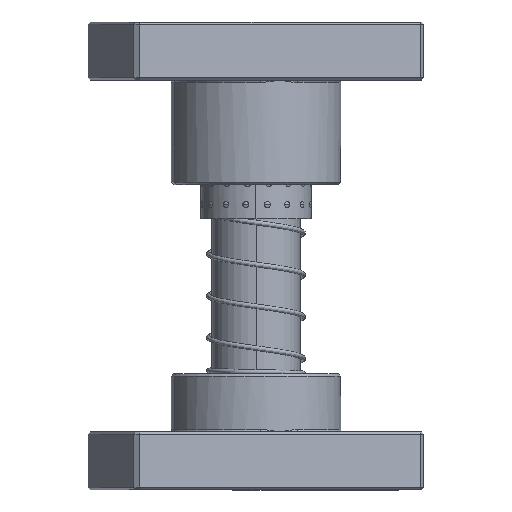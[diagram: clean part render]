
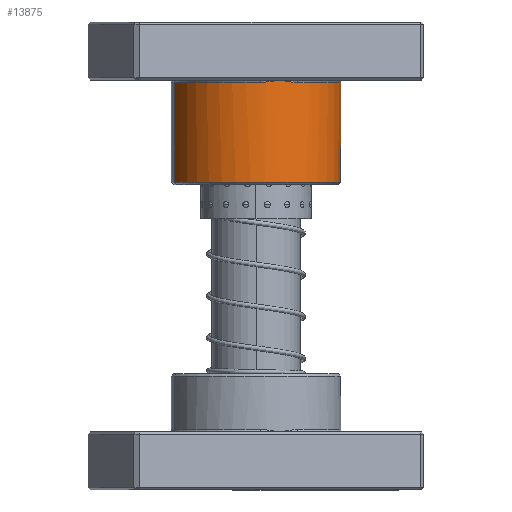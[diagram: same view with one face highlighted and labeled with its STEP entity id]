
A CAD part, left-side view. The second image highlights one B-rep face of the part: STEP entity #13875.
In plain terms, the highlighted cylindrical face has radius 36.5 mm (diameter 73 mm), a partial arc.
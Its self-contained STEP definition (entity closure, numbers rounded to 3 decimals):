
#678 = ORIENTED_EDGE ( 'NONE', *, *, #5736, .T. ) ;
#832 = EDGE_CURVE ( 'NONE', #20661, #36076, #9154, .T. ) ;
#1314 = DIRECTION ( 'NONE',  ( 0., 0., -1. ) ) ;
#1373 = DIRECTION ( 'NONE',  ( 0., 0., 1. ) ) ;
#1685 = CARTESIAN_POINT ( 'NONE',  ( 1.75, -36.46, 25.291 ) ) ;
#2125 = CARTESIAN_POINT ( 'NONE',  ( 0., 0., 70. ) ) ;
#4704 = VERTEX_POINT ( 'NONE', #24009 ) ;
#4815 = ORIENTED_EDGE ( 'NONE', *, *, #39211, .T. ) ;
#5183 = CARTESIAN_POINT ( 'NONE',  ( 3.495, -36.339, 25.565 ) ) ;
#5687 = VERTEX_POINT ( 'NONE', #23098 ) ;
#5736 = EDGE_CURVE ( 'NONE', #9370, #20661, #35888, .T. ) ;
#6380 = AXIS2_PLACEMENT_3D ( 'NONE', #8769, #9050, #9636 ) ;
#6641 = CARTESIAN_POINT ( 'NONE',  ( -8.373, -35.527, 26. ) ) ;
#8680 = CARTESIAN_POINT ( 'NONE',  ( 5.587, -36.077, 25.837 ) ) ;
#8769 = CARTESIAN_POINT ( 'NONE',  ( 0., 0., 26. ) ) ;
#9050 = DIRECTION ( 'NONE',  ( 0., 0., 1. ) ) ;
#9154 = CIRCLE ( 'NONE', #6380, 36.5 ) ;
#9323 = AXIS2_PLACEMENT_3D ( 'NONE', #22214, #1373, #25684 ) ;
#9370 = VERTEX_POINT ( 'NONE', #39345 ) ;
#9444 = DIRECTION ( 'NONE',  ( 0., 0., -1. ) ) ;
#9636 = DIRECTION ( 'NONE',  ( 1., 0., 0. ) ) ;
#9898 = EDGE_CURVE ( 'NONE', #5687, #4704, #15646, .T. ) ;
#10703 = VECTOR ( 'NONE', #1314, 1000. ) ;
#11531 = EDGE_CURVE ( 'NONE', #15165, #9370, #26834, .T. ) ;
#12187 = CARTESIAN_POINT ( 'NONE',  ( 7.68, -35.69, 26. ) ) ;
#12348 = CYLINDRICAL_SURFACE ( 'NONE', #21679, 36.5 ) ;
#13674 = CARTESIAN_POINT ( 'NONE',  ( -5.587, -36.077, 25.837 ) ) ;
#13875 = ADVANCED_FACE ( 'NONE', ( #30745 ), #12348, .T. ) ;
#13946 = ORIENTED_EDGE ( 'NONE', *, *, #41423, .F. ) ;
#15165 = VERTEX_POINT ( 'NONE', #39959 ) ;
#15532 = CARTESIAN_POINT ( 'NONE',  ( 0.349, -36.5, 25.059 ) ) ;
#15646 = B_SPLINE_CURVE_WITH_KNOTS ( 'NONE', 3,
 ( #39743, #15532, #43201, #22536, #1685, #26009, #5183, #29455, #8680, #32947, #12187, #36403 ),
 .UNSPECIFIED., .F., .F.,
 ( 4, 2, 2, 2, 2, 4 ),
 ( 0., 0.001, 0.002, 0.004, 0.006, 0.008 ),
 .UNSPECIFIED. ) ;
#15983 = CARTESIAN_POINT ( 'NONE',  ( -8.373, -35.527, 26. ) ) ;
#17034 = CARTESIAN_POINT ( 'NONE',  ( -36.5, 0., 26. ) ) ;
#17184 = CARTESIAN_POINT ( 'NONE',  ( -2.798, -36.42, 25.47 ) ) ;
#19824 = EDGE_LOOP ( 'NONE', ( #13946, #30508, #678, #37116, #4815, #31991, #37149 ) ) ;
#20637 = CARTESIAN_POINT ( 'NONE',  ( 0., -36.5, 25. ) ) ;
#20661 = VERTEX_POINT ( 'NONE', #17034 ) ;
#21679 = AXIS2_PLACEMENT_3D ( 'NONE', #2125, #26447, #29744 ) ;
#22214 = CARTESIAN_POINT ( 'NONE',  ( 0., 0., 26. ) ) ;
#22536 = CARTESIAN_POINT ( 'NONE',  ( 1.4, -36.475, 25.234 ) ) ;
#23098 = CARTESIAN_POINT ( 'NONE',  ( 0., -36.5, 25. ) ) ;
#24009 = CARTESIAN_POINT ( 'NONE',  ( 8.373, -35.527, 26. ) ) ;
#25684 = DIRECTION ( 'NONE',  ( 1., 0., 0. ) ) ;
#26009 = CARTESIAN_POINT ( 'NONE',  ( 2.798, -36.399, 25.459 ) ) ;
#26447 = DIRECTION ( 'NONE',  ( 0., 0., -1. ) ) ;
#26683 = VECTOR ( 'NONE', #27444, 1000. ) ;
#26834 = CIRCLE ( 'NONE', #38055, 36.5 ) ;
#27444 = DIRECTION ( 'NONE',  ( 0., 0., -1. ) ) ;
#28093 = LINE ( 'NONE', #42827, #10703 ) ;
#29455 = CARTESIAN_POINT ( 'NONE',  ( 4.89, -36.178, 25.754 ) ) ;
#29702 = EDGE_CURVE ( 'NONE', #4704, #32451, #39429, .T. ) ;
#29744 = DIRECTION ( 'NONE',  ( -1., 0., 0. ) ) ;
#30199 = CARTESIAN_POINT ( 'NONE',  ( 0., 0., 69. ) ) ;
#30508 = ORIENTED_EDGE ( 'NONE', *, *, #11531, .T. ) ;
#30745 = FACE_OUTER_BOUND ( 'NONE', #19824, .T. ) ;
#30908 = CARTESIAN_POINT ( 'NONE',  ( -36.5, 0., 70. ) ) ;
#31991 = ORIENTED_EDGE ( 'NONE', *, *, #9898, .T. ) ;
#32451 = VERTEX_POINT ( 'NONE', #42483 ) ;
#32947 = CARTESIAN_POINT ( 'NONE',  ( 6.984, -35.833, 25.96 ) ) ;
#33672 = DIRECTION ( 'NONE',  ( 1., 0., 0. ) ) ;
#34404 = CARTESIAN_POINT ( 'NONE',  ( -6.984, -35.833, 25.96 ) ) ;
#35888 = LINE ( 'NONE', #30908, #26683 ) ;
#36076 = VERTEX_POINT ( 'NONE', #15983 ) ;
#36403 = CARTESIAN_POINT ( 'NONE',  ( 8.373, -35.527, 26. ) ) ;
#37116 = ORIENTED_EDGE ( 'NONE', *, *, #832, .T. ) ;
#37149 = ORIENTED_EDGE ( 'NONE', *, *, #29702, .T. ) ;
#37584 = CARTESIAN_POINT ( 'NONE',  ( -7.68, -35.69, 26. ) ) ;
#37865 = CARTESIAN_POINT ( 'NONE',  ( -4.89, -36.178, 25.754 ) ) ;
#38055 = AXIS2_PLACEMENT_3D ( 'NONE', #30199, #9444, #33672 ) ;
#38357 = B_SPLINE_CURVE_WITH_KNOTS ( 'NONE', 3,
 ( #6641, #37584, #34404, #13674, #37865, #17184, #41343, #20637 ),
 .UNSPECIFIED., .F., .F.,
 ( 4, 2, 2, 4 ),
 ( 0., 0.002, 0.004, 0.009 ),
 .UNSPECIFIED. ) ;
#39211 = EDGE_CURVE ( 'NONE', #36076, #5687, #38357, .T. ) ;
#39345 = CARTESIAN_POINT ( 'NONE',  ( -36.5, 0., 69. ) ) ;
#39429 = CIRCLE ( 'NONE', #9323, 36.5 ) ;
#39743 = CARTESIAN_POINT ( 'NONE',  ( 0., -36.5, 25. ) ) ;
#39959 = CARTESIAN_POINT ( 'NONE',  ( 36.5, 0., 69. ) ) ;
#41343 = CARTESIAN_POINT ( 'NONE',  ( -1.403, -36.5, 25.235 ) ) ;
#41423 = EDGE_CURVE ( 'NONE', #15165, #32451, #28093, .T. ) ;
#42483 = CARTESIAN_POINT ( 'NONE',  ( 36.5, 0., 26. ) ) ;
#42827 = CARTESIAN_POINT ( 'NONE',  ( 36.5, 0., 70. ) ) ;
#43201 = CARTESIAN_POINT ( 'NONE',  ( 0.701, -36.495, 25.118 ) ) ;
